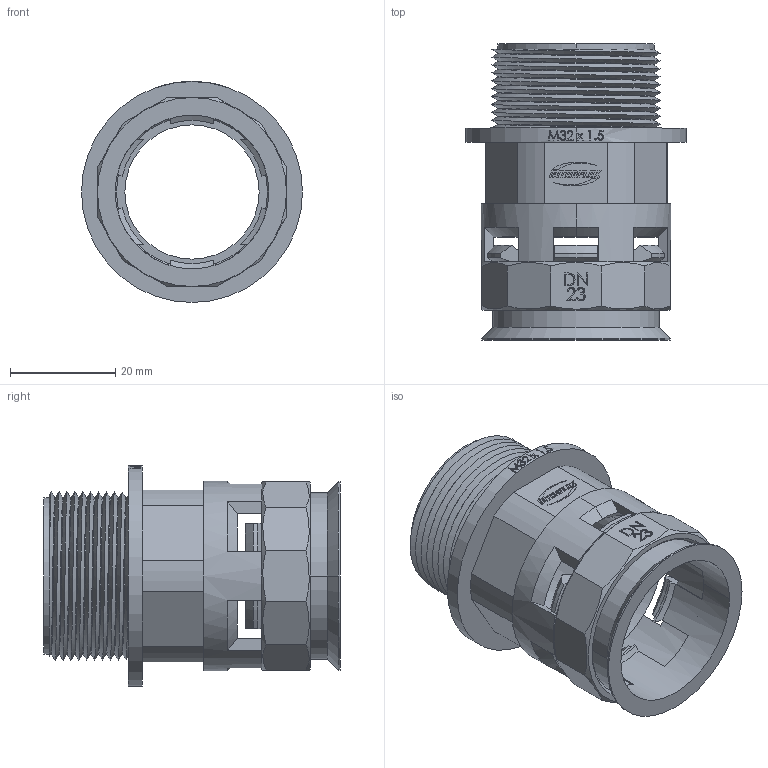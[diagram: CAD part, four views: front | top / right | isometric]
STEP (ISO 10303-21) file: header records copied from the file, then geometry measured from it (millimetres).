
FILE_DESCRIPTION (( 'STEP AP203' ), '1' );
FILE_NAME ('(MIR-23M32-)_I3040_0001_08_0.STEP', '2010-07-16T06:49:30', ( 'Llorenç' ), ( '' ), 'SwSTEP 2.0', 'SolidWorks 2007', '' );
FILE_SCHEMA (( 'CONFIG_CONTROL_DESIGN' ));
Length unit declared in the file: millimetre
Products named in the file (3): I3041_0001_00_0_MIR-23M32; I3041_0000_00_0_Corona per DN23; (MIR-23M32-)_I3040_0001_08_0
Assembly tree (2 placements, depth 2):
  (MIR-23M32-)_I3040_0001_08_0
    I3041_0001_00_0_MIR-23M32
    I3041_0000_00_0_Corona per DN23
Bounding box: 42 x 56.27 x 42 mm (x, y, z)
Volume: 16483.2 mm3; surface area: 16468.8 mm2
Topology: 3 solids, 3 shells, 427 faces, 1187 edges, 780 vertices
Faces by surface type: plane 221, bspline 88, cylinder 77, cone 41
Entity records: 20333 total; most frequent: CARTESIAN_POINT 9917, ORIENTED_EDGE 2374, DIRECTION 1708, EDGE_CURVE 1187, VERTEX_POINT 780, VECTOR 600, LINE 600, AXIS2_PLACEMENT_3D 554
